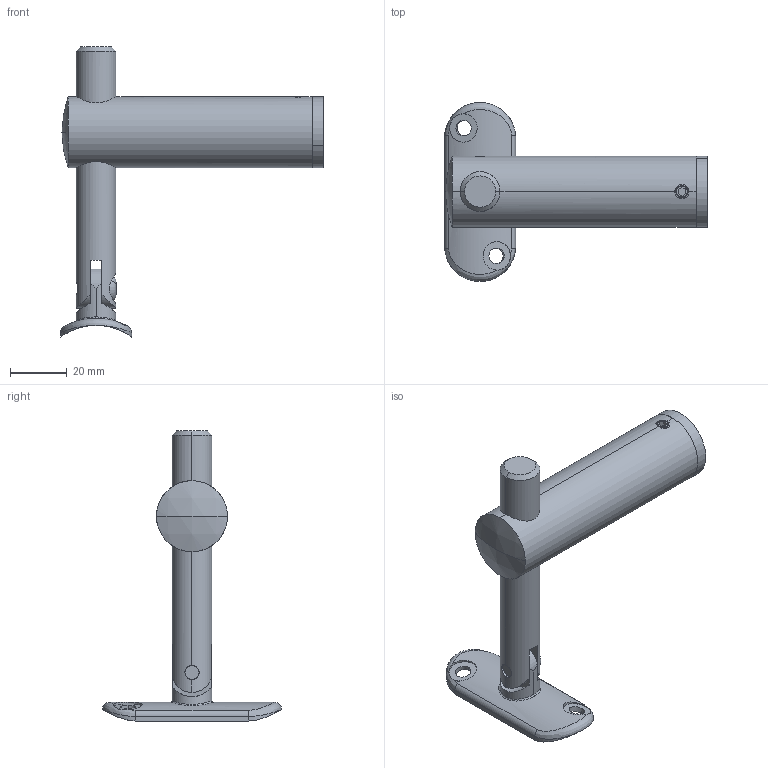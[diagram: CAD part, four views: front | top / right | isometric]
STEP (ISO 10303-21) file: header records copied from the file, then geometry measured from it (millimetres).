
FILE_DESCRIPTION (( 'STEP AP203' ), '1' );
FILE_NAME ('0100000000021356_4_A_0136-042.STEP', '2022-06-23T09:13:04', ( '' ), ( '' ), 'SwSTEP 2.0', 'SolidWorks 2019', '' );
FILE_SCHEMA (( 'CONFIG_CONTROL_DESIGN' ));
Length unit declared in the file: millimetre
Products named in the file (8): DIN 914_SKRUTKA M 5X 5; 0100000000021356_21_A_0136-042.P1; Skrutka DIN 913_SKRUTKA M 5X 5; SKRUTKA stn iso 7380_M6x10; 0100000000021356_23_A_0136-042.P3; 0100000000021356_4_A_0136-042; 0100000000021356_24_A_0136-042.P4; 0100000000021356_22_A_0136-042.P2
Assembly tree (7 placements, depth 2):
  0100000000021356_4_A_0136-042
    0100000000021356_22_A_0136-042.P2
    0100000000021356_23_A_0136-042.P3
    0100000000021356_24_A_0136-042.P4
    DIN 914_SKRUTKA M 5X 5
    SKRUTKA stn iso 7380_M6x10
    Skrutka DIN 913_SKRUTKA M 5X 5
    0100000000021356_21_A_0136-042.P1
Bounding box: 92.5 x 63 x 102.08 mm (x, y, z)
Volume: 56993.2 mm3; surface area: 20368.5 mm2
Topology: 7 solids, 7 shells, 147 faces, 361 edges, 225 vertices
Faces by surface type: cylinder 61, plane 48, cone 30, bspline 4, sphere 2, torus 2
Entity records: 7008 total; most frequent: CARTESIAN_POINT 2792, ORIENTED_EDGE 714, DIRECTION 687, EDGE_CURVE 357, AXIS2_PLACEMENT_3D 267, VERTEX_POINT 225, EDGE_LOOP 166, LINE 153
